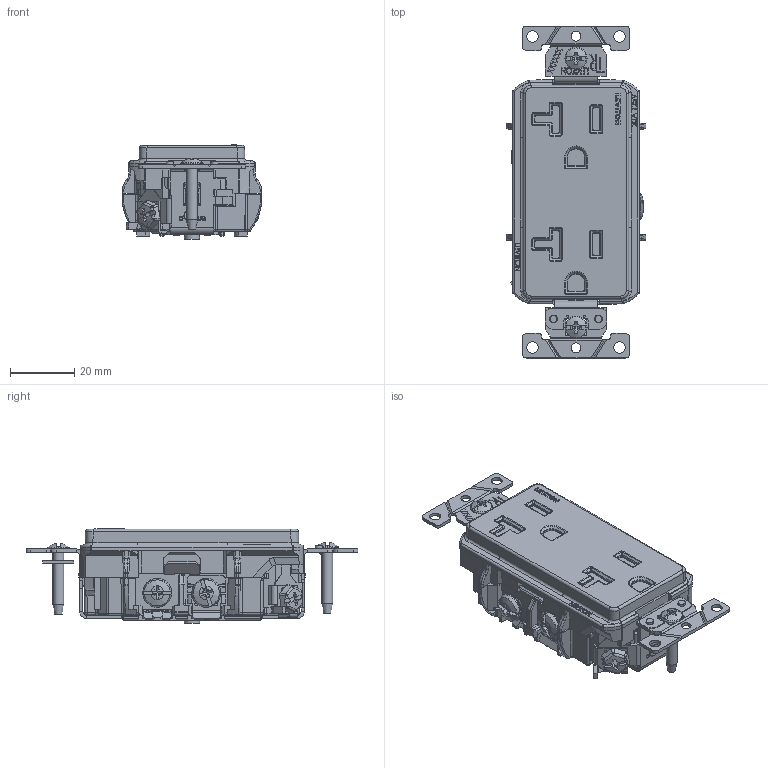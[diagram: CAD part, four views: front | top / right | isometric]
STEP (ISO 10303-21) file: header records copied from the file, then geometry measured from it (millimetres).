
FILE_DESCRIPTION (( 'STEP AP214' ), '1' );
FILE_NAME ('CATSTD-TDR20-00X-M01.STEP', '2020-10-14T16:19:14', ( '' ), ( '' ), 'SwSTEP 2.0', 'SolidWorks 2020', '' );
FILE_SCHEMA (( 'AUTOMOTIVE_DESIGN' ));
Length unit declared in the file: inch
Products named in the file (1): CATSTD-TDR20-00X-M01
Bounding box: 43.43 x 103.17 x 29.49 mm (x, y, z)
Volume: 58056.3 mm3; surface area: 28081.8 mm2
Topology: 10 solids, 30 shells, 4799 faces, 12627 edges, 8051 vertices
Faces by surface type: plane 3041, cylinder 800, bspline 745, cone 93, torus 68, sphere 52
Full cylindrical faces by diameter (mm): 0.889 x2, 1.016 x16, 1.397 x12, 2.184 x2, 2.286 x1, 2.413 x2, 2.858 x1, 3.048 x2, 3.175 x1, 3.378 x1, 3.404 x2, 3.505 x2, 3.556 x4, 3.734 x1, 3.783 x1, 3.988 x2, 4.064 x1, 4.166 x21, 4.699 x1, 4.826 x1, 4.953 x4, 6.858 x2
Entity records: 253906 total; most frequent: CARTESIAN_POINT 82097, ORIENTED_EDGE 24782, DIRECTION 19632, EDGE_CURVE 12391, VECTOR 8646, LINE 8646, VERTEX_POINT 7962, AXIS2_PLACEMENT_3D 5493
